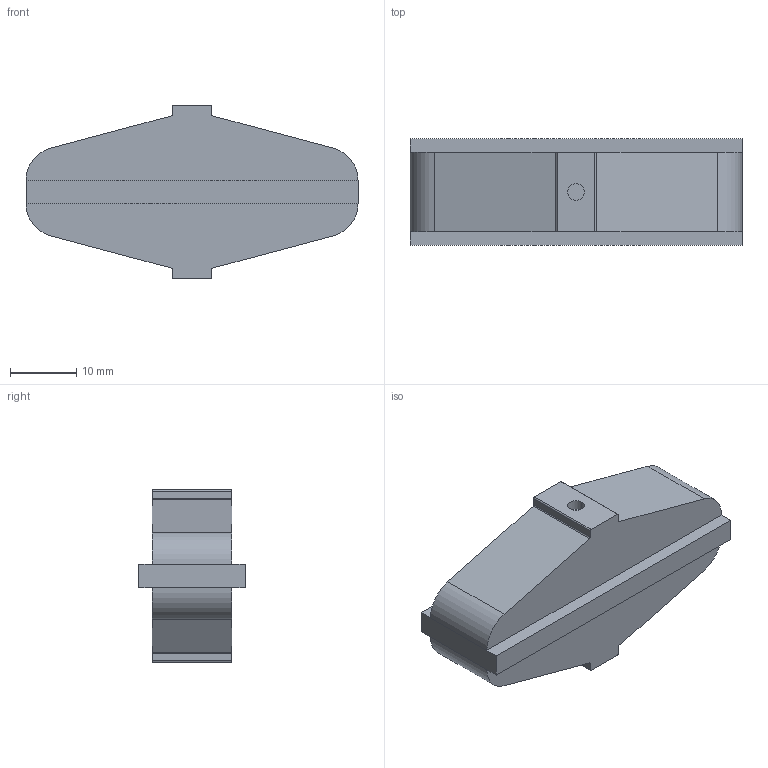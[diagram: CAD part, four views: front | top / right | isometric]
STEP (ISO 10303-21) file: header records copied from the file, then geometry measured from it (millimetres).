
FILE_DESCRIPTION (( 'STEP AP203' ), '1' );
FILE_NAME ('100A7-B1三维外形尺寸图.STEP', '2021-11-11T01:44:53', ( 'User' ), ( 'china' ), 'SwSTEP 2.0', 'SolidWorks 2016', '' );
FILE_SCHEMA (( 'CONFIG_CONTROL_DESIGN' ));
Length unit declared in the file: millimetre
Products named in the file (1): 100A7-B1三维外形尺寸图
Bounding box: 50 x 16 x 26 mm (x, y, z)
Surface area: 3765.2 mm2 (no closed solid volume)
Topology: 0 solids, 1 shells, 41 faces, 106 edges, 68 vertices
Faces by surface type: plane 23, cylinder 18
Entity records: 1329 total; most frequent: DIRECTION 226, CARTESIAN_POINT 216, ORIENTED_EDGE 208, EDGE_CURVE 106, AXIS2_PLACEMENT_3D 78, LINE 70, VECTOR 70, VERTEX_POINT 68
